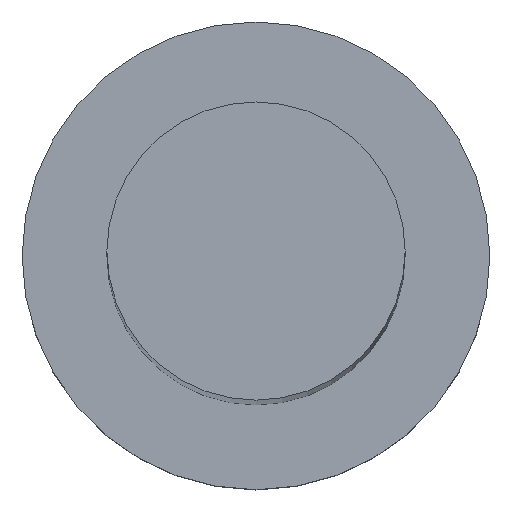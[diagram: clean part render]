
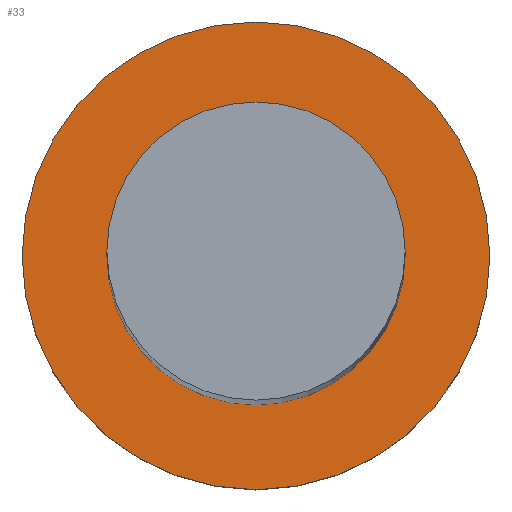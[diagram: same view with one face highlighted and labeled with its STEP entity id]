
A CAD part, top view. The second image highlights one B-rep face of the part: STEP entity #33.
In plain terms, the highlighted planar face has unit normal (0, 0, 1).
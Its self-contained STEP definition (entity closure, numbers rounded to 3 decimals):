
#8 = ORIENTED_EDGE ( 'NONE', *, *, #36, .F. ) ;
#9 = DIRECTION ( 'NONE',  ( 0., 0., 1. ) ) ;
#12 = ORIENTED_EDGE ( 'NONE', *, *, #113, .F. ) ;
#21 = DIRECTION ( 'NONE',  ( 1., 0., 0. ) ) ;
#23 = CARTESIAN_POINT ( 'NONE',  ( 0., 0., 5. ) ) ;
#30 = CARTESIAN_POINT ( 'NONE',  ( 0., 0., 5. ) ) ;
#33 = ADVANCED_FACE ( 'NONE', ( #151, #112 ), #210, .T. ) ;
#34 = EDGE_LOOP ( 'NONE', ( #8, #12 ) ) ;
#36 = EDGE_CURVE ( 'NONE', #140, #62, #120, .T. ) ;
#61 = DIRECTION ( 'NONE',  ( 0., 0., 1. ) ) ;
#62 = VERTEX_POINT ( 'NONE', #228 ) ;
#76 = AXIS2_PLACEMENT_3D ( 'NONE', #214, #197, #200 ) ;
#78 = DIRECTION ( 'NONE',  ( 0., 0., 1. ) ) ;
#112 = FACE_OUTER_BOUND ( 'NONE', #125, .T. ) ;
#113 = EDGE_CURVE ( 'NONE', #62, #140, #238, .T. ) ;
#120 = CIRCLE ( 'NONE', #188, 5.1 ) ;
#125 = EDGE_LOOP ( 'NONE', ( #162, #215 ) ) ;
#140 = VERTEX_POINT ( 'NONE', #237 ) ;
#141 = CARTESIAN_POINT ( 'NONE',  ( 0., 0., 5. ) ) ;
#147 = EDGE_CURVE ( 'NONE', #167, #168, #165, .T. ) ;
#150 = EDGE_CURVE ( 'NONE', #168, #167, #159, .T. ) ;
#151 = FACE_BOUND ( 'NONE', #34, .T. ) ;
#159 = CIRCLE ( 'NONE', #76, 8. ) ;
#162 = ORIENTED_EDGE ( 'NONE', *, *, #147, .T. ) ;
#165 = CIRCLE ( 'NONE', #196, 8. ) ;
#167 = VERTEX_POINT ( 'NONE', #201 ) ;
#168 = VERTEX_POINT ( 'NONE', #184 ) ;
#184 = CARTESIAN_POINT ( 'NONE',  ( 8., 0., 5. ) ) ;
#188 = AXIS2_PLACEMENT_3D ( 'NONE', #30, #9, #246 ) ;
#192 = CARTESIAN_POINT ( 'NONE',  ( 0., 0., 5. ) ) ;
#193 = DIRECTION ( 'NONE',  ( 1., 0., 0. ) ) ;
#196 = AXIS2_PLACEMENT_3D ( 'NONE', #23, #217, #21 ) ;
#197 = DIRECTION ( 'NONE',  ( 0., 0., 1. ) ) ;
#200 = DIRECTION ( 'NONE',  ( 1., 0., 0. ) ) ;
#201 = CARTESIAN_POINT ( 'NONE',  ( -8., 0., 5. ) ) ;
#205 = DIRECTION ( 'NONE',  ( 1., 0., 0. ) ) ;
#210 = PLANE ( 'NONE',  #229 ) ;
#214 = CARTESIAN_POINT ( 'NONE',  ( 0., 0., 5. ) ) ;
#215 = ORIENTED_EDGE ( 'NONE', *, *, #150, .T. ) ;
#217 = DIRECTION ( 'NONE',  ( 0., 0., 1. ) ) ;
#228 = CARTESIAN_POINT ( 'NONE',  ( 5.1, 0., 5. ) ) ;
#229 = AXIS2_PLACEMENT_3D ( 'NONE', #192, #78, #205 ) ;
#233 = AXIS2_PLACEMENT_3D ( 'NONE', #141, #61, #193 ) ;
#237 = CARTESIAN_POINT ( 'NONE',  ( -5.1, 0., 5. ) ) ;
#238 = CIRCLE ( 'NONE', #233, 5.1 ) ;
#246 = DIRECTION ( 'NONE',  ( 1., 0., 0. ) ) ;
